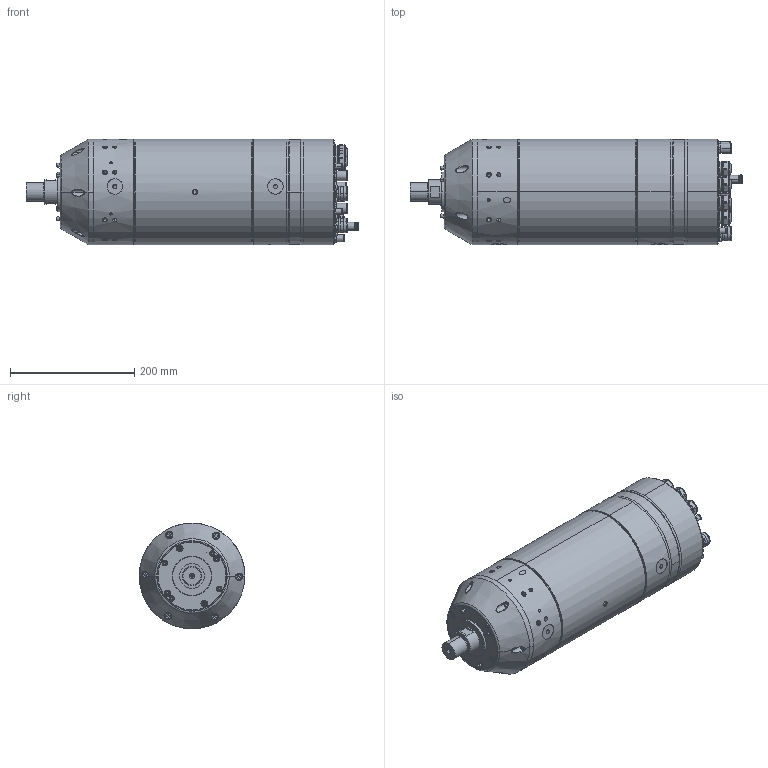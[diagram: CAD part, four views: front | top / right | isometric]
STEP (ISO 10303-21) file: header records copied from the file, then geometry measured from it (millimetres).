
FILE_DESCRIPTION (( 'STEP AP203' ), '1' );
FILE_NAME ('170DI20S-04-.STEP', '2012-10-15T06:22:10', ( '' ), ( '' ), 'SwSTEP 2.0', 'SolidWorks 2012', '' );
FILE_SCHEMA (( 'CONFIG_CONTROL_DESIGN' ));
Length unit declared in the file: millimetre
Products named in the file (1): 170DI20S-04-
Bounding box: 534.5 x 170 x 170 mm (x, y, z)
Surface area: 361412.1 mm2 (no closed solid volume)
Topology: 0 solids, 121 shells, 1122 faces, 3308 edges, 2327 vertices
Faces by surface type: cylinder 472, plane 440, cone 104, torus 86, bspline 12, sphere 8
Entity records: 42694 total; most frequent: CARTESIAN_POINT 11955, DIRECTION 6984, ORIENTED_EDGE 5322, EDGE_CURVE 3260, AXIS2_PLACEMENT_3D 2761, VERTEX_POINT 2315, CIRCLE 1650, EDGE_LOOP 1471
